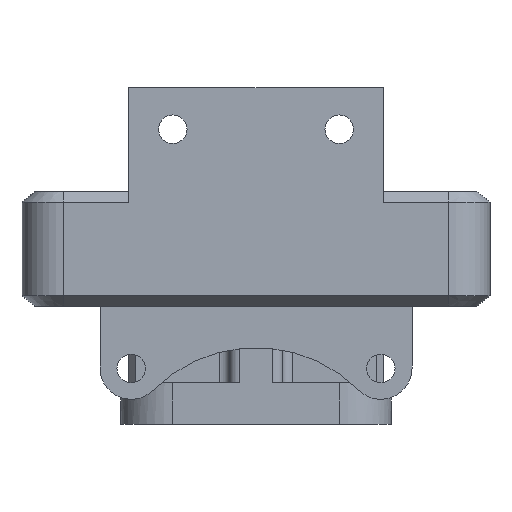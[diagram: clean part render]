
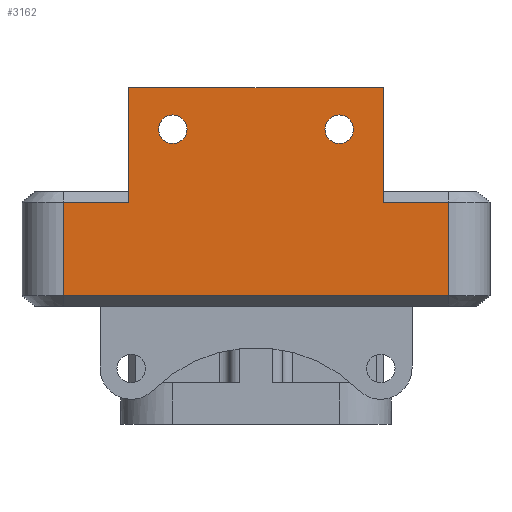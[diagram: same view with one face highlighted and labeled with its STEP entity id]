
A CAD part, front view. The second image highlights one B-rep face of the part: STEP entity #3162.
In plain terms, the highlighted planar face has unit normal (0, -1, 0).
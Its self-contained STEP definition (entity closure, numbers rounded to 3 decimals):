
#86=FACE_BOUND('',#491,.T.);
#87=FACE_BOUND('',#492,.T.);
#152=PLANE('',#3470);
#293=FACE_OUTER_BOUND('',#490,.T.);
#490=EDGE_LOOP('',(#2553,#2554,#2555,#2556,#2557,#2558,#2559,#2560));
#491=EDGE_LOOP('',(#2561));
#492=EDGE_LOOP('',(#2562));
#734=LINE('',#5102,#1034);
#737=LINE('',#5111,#1037);
#738=LINE('',#5115,#1038);
#739=LINE('',#5117,#1039);
#740=LINE('',#5119,#1040);
#741=LINE('',#5121,#1041);
#742=LINE('',#5123,#1042);
#743=LINE('',#5124,#1043);
#1034=VECTOR('',#4124,10.);
#1037=VECTOR('',#4135,10.);
#1038=VECTOR('',#4140,10.);
#1039=VECTOR('',#4141,10.);
#1040=VECTOR('',#4142,10.);
#1041=VECTOR('',#4143,10.);
#1042=VECTOR('',#4144,10.);
#1043=VECTOR('',#4145,10.);
#1291=CIRCLE('',#3471,1.375);
#1292=CIRCLE('',#3472,1.375);
#1505=VERTEX_POINT('',#5096);
#1506=VERTEX_POINT('',#5100);
#1508=VERTEX_POINT('',#5110);
#1509=VERTEX_POINT('',#5114);
#1510=VERTEX_POINT('',#5116);
#1511=VERTEX_POINT('',#5118);
#1512=VERTEX_POINT('',#5120);
#1513=VERTEX_POINT('',#5122);
#1514=VERTEX_POINT('',#5125);
#1515=VERTEX_POINT('',#5127);
#1876=EDGE_CURVE('',#1505,#1506,#734,.T.);
#1880=EDGE_CURVE('',#1506,#1508,#737,.T.);
#1882=EDGE_CURVE('',#1509,#1505,#738,.T.);
#1883=EDGE_CURVE('',#1510,#1509,#739,.T.);
#1884=EDGE_CURVE('',#1510,#1511,#740,.T.);
#1885=EDGE_CURVE('',#1512,#1511,#741,.T.);
#1886=EDGE_CURVE('',#1512,#1513,#742,.T.);
#1887=EDGE_CURVE('',#1508,#1513,#743,.T.);
#1888=EDGE_CURVE('',#1514,#1514,#1291,.T.);
#1889=EDGE_CURVE('',#1515,#1515,#1292,.T.);
#2553=ORIENTED_EDGE('',*,*,#1876,.F.);
#2554=ORIENTED_EDGE('',*,*,#1882,.F.);
#2555=ORIENTED_EDGE('',*,*,#1883,.F.);
#2556=ORIENTED_EDGE('',*,*,#1884,.T.);
#2557=ORIENTED_EDGE('',*,*,#1885,.F.);
#2558=ORIENTED_EDGE('',*,*,#1886,.T.);
#2559=ORIENTED_EDGE('',*,*,#1887,.F.);
#2560=ORIENTED_EDGE('',*,*,#1880,.F.);
#2561=ORIENTED_EDGE('',*,*,#1888,.F.);
#2562=ORIENTED_EDGE('',*,*,#1889,.F.);
#3162=ADVANCED_FACE('',(#293,#86,#87),#152,.T.);
#3470=AXIS2_PLACEMENT_3D('',#5113,#4138,#4139);
#3471=AXIS2_PLACEMENT_3D('',#5126,#4146,#4147);
#3472=AXIS2_PLACEMENT_3D('',#5128,#4148,#4149);
#4124=DIRECTION('',(-1.,0.,0.));
#4135=DIRECTION('',(0.,0.,1.));
#4138=DIRECTION('center_axis',(0.,-1.,0.));
#4139=DIRECTION('ref_axis',(-1.,0.,0.));
#4140=DIRECTION('',(0.,0.,-1.));
#4141=DIRECTION('',(1.,0.,0.));
#4142=DIRECTION('',(0.,0.,1.));
#4143=DIRECTION('',(1.,0.,0.));
#4144=DIRECTION('',(0.,0.,-1.));
#4145=DIRECTION('',(1.,0.,0.));
#4146=DIRECTION('center_axis',(0.,-1.,0.));
#4147=DIRECTION('ref_axis',(1.,0.,0.));
#4148=DIRECTION('center_axis',(0.,-1.,0.));
#4149=DIRECTION('ref_axis',(1.,0.,0.));
#5096=CARTESIAN_POINT('',(18.5,-31.5,-5.));
#5100=CARTESIAN_POINT('',(-18.5,-31.5,-5.));
#5102=CARTESIAN_POINT('',(11.25,-31.5,-5.));
#5110=CARTESIAN_POINT('',(-18.5,-31.5,4.));
#5111=CARTESIAN_POINT('',(-18.5,-31.5,0.));
#5113=CARTESIAN_POINT('Origin',(22.5,-31.5,0.));
#5114=CARTESIAN_POINT('',(18.5,-31.5,4.));
#5115=CARTESIAN_POINT('',(18.5,-31.5,0.));
#5116=CARTESIAN_POINT('',(12.25,-31.5,4.));
#5117=CARTESIAN_POINT('',(19.938,-31.5,4.));
#5118=CARTESIAN_POINT('',(12.25,-31.5,15.));
#5119=CARTESIAN_POINT('',(12.25,-31.5,0.));
#5120=CARTESIAN_POINT('',(-12.25,-31.5,15.));
#5121=CARTESIAN_POINT('',(-12.25,-31.5,15.));
#5122=CARTESIAN_POINT('',(-12.25,-31.5,4.));
#5123=CARTESIAN_POINT('',(-12.25,-31.5,15.));
#5124=CARTESIAN_POINT('',(2.563,-31.5,4.));
#5125=CARTESIAN_POINT('',(-9.375,-31.5,11.));
#5126=CARTESIAN_POINT('Origin',(-8.,-31.5,11.));
#5127=CARTESIAN_POINT('',(6.625,-31.5,11.));
#5128=CARTESIAN_POINT('Origin',(8.,-31.5,11.));
